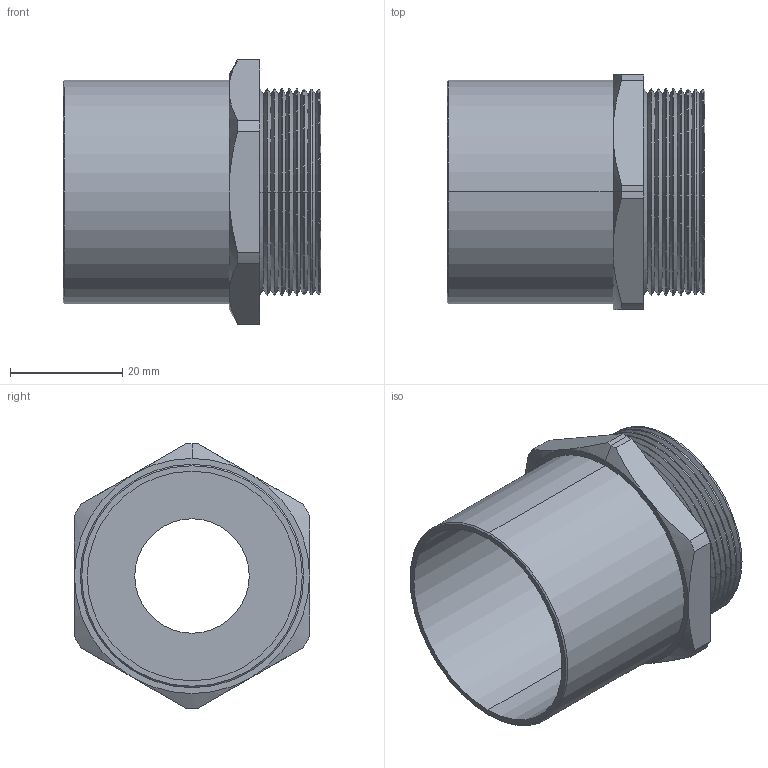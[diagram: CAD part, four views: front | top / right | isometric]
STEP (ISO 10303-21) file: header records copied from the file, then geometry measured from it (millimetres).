
FILE_DESCRIPTION (( 'STEP AP214' ), '1' );
FILE_NAME ('SM29AA-BK.STEP', '2007-12-24T02:18:43', ( '*' ), ( '' ), 'SwSTEP 2.0', 'SolidWorks 2007', '' );
FILE_SCHEMA (( 'AUTOMOTIVE_DESIGN' ));
Length unit declared in the file: inch
Products named in the file (1): SM29AA-BK
Bounding box: 45.97 x 41.91 x 47.15 mm (x, y, z)
Volume: 17746.1 mm3; surface area: 13516 mm2
Topology: 1 solids, 1 shells, 83 faces, 209 edges, 131 vertices
Faces by surface type: cone 61, cylinder 11, plane 11
Entity records: 2657 total; most frequent: CARTESIAN_POINT 500, DIRECTION 484, ORIENTED_EDGE 418, EDGE_CURVE 209, AXIS2_PLACEMENT_3D 203, VERTEX_POINT 131, CIRCLE 119, EDGE_LOOP 88
